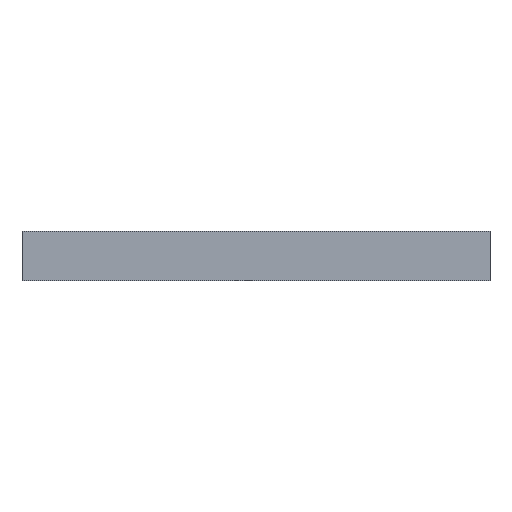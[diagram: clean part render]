
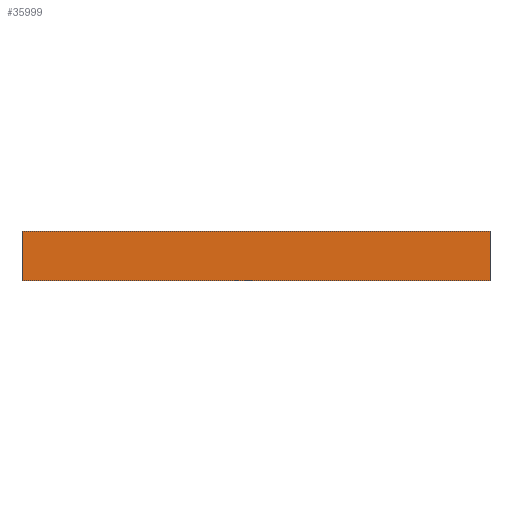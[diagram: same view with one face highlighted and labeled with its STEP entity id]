
A CAD part, left-side view. The second image highlights one B-rep face of the part: STEP entity #35999.
In plain terms, the highlighted planar face has unit normal (-1, 0, 0).
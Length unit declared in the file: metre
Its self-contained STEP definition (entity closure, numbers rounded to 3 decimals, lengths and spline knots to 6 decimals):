
#9556=ORIENTED_EDGE('',*,*,#15265,.T.);
#9557=ORIENTED_EDGE('',*,*,#15267,.F.);
#9558=ORIENTED_EDGE('',*,*,#10656,.F.);
#9559=ORIENTED_EDGE('',*,*,#10693,.T.);
#10656=EDGE_CURVE('',#15800,#15797,#19198,.T.);
#10693=EDGE_CURVE('',#15800,#15836,#19206,.T.);
#15265=EDGE_CURVE('',#15836,#18884,#23778,.T.);
#15267=EDGE_CURVE('',#15797,#18884,#23780,.T.);
#15797=VERTEX_POINT('',#46587);
#15800=VERTEX_POINT('',#46592);
#15836=VERTEX_POINT('',#46722);
#18884=VERTEX_POINT('',#55866);
#19198=LINE('',#46593,#24202);
#19206=LINE('',#46724,#24210);
#23778=LINE('',#55867,#28782);
#23780=LINE('',#55871,#28784);
#24202=VECTOR('',#38017,1.);
#24210=VECTOR('',#38029,1.);
#28782=VECTOR('',#45649,1.);
#28784=VECTOR('',#45655,1.);
#30757=EDGE_LOOP('',(#9556,#9557,#9558,#9559));
#32620=FACE_BOUND('',#30757,.T.);
#34345=PLANE('',#37743);
#35999=ADVANCED_FACE('',(#32620),#34345,.F.);
#37743=AXIS2_PLACEMENT_3D('',#55872,#45656,#45657);
#38017=DIRECTION('',(0.,-1.,0.));
#38029=DIRECTION('',(0.,0.,-1.));
#45649=DIRECTION('',(0.,-1.,0.));
#45655=DIRECTION('',(0.,0.,-1.));
#45656=DIRECTION('',(1.,0.,0.));
#45657=DIRECTION('',(0.,0.,-1.));
#46587=CARTESIAN_POINT('',(-0.174451,-0.047631,0.01));
#46592=CARTESIAN_POINT('',(-0.174451,0.046625,0.01));
#46593=CARTESIAN_POINT('',(-0.174451,-0.000503,0.01));
#46722=CARTESIAN_POINT('',(-0.174451,0.046625,0.));
#46724=CARTESIAN_POINT('',(-0.174451,0.046625,0.01));
#55866=CARTESIAN_POINT('',(-0.174451,-0.047631,0.));
#55867=CARTESIAN_POINT('',(-0.174451,-0.000503,0.));
#55871=CARTESIAN_POINT('',(-0.174451,-0.047631,0.01));
#55872=CARTESIAN_POINT('',(-0.174451,-0.000503,0.01));
